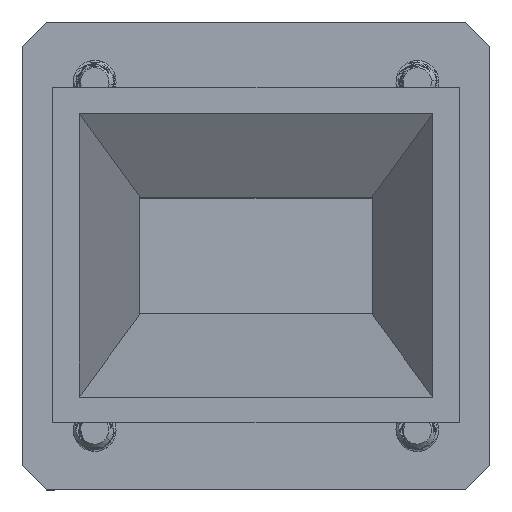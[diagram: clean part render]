
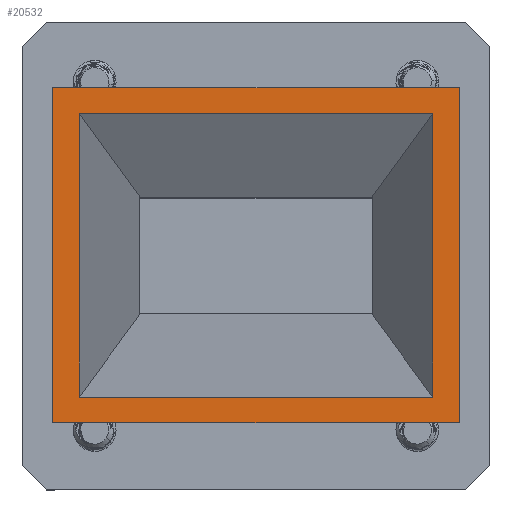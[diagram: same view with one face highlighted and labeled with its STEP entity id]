
A CAD part, top view. The second image highlights one B-rep face of the part: STEP entity #20532.
In plain terms, the highlighted planar face has unit normal (0, 0, 1).
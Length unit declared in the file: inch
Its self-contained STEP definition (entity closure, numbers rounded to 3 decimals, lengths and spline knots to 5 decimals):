
#200 = VECTOR ( 'NONE', #7655, 39.37008 ) ;
#257 = VECTOR ( 'NONE', #7549, 39.37008 ) ;
#391 = VECTOR ( 'NONE', #3675, 39.37008 ) ;
#765 = VERTEX_POINT ( 'NONE', #24380 ) ;
#1056 = VECTOR ( 'NONE', #26579, 39.37008 ) ;
#1085 = ORIENTED_EDGE ( 'NONE', *, *, #26069, .T. ) ;
#1230 = ORIENTED_EDGE ( 'NONE', *, *, #18496, .T. ) ;
#1503 = CARTESIAN_POINT ( 'NONE',  ( -0.4575, 0.57, 3.0185 ) ) ;
#1580 = VECTOR ( 'NONE', #25885, 39.37008 ) ;
#1689 = CARTESIAN_POINT ( 'NONE',  ( 0.53944, -0.65436, 3.0185 ) ) ;
#2817 = VERTEX_POINT ( 'NONE', #1503 ) ;
#3017 = EDGE_LOOP ( 'NONE', ( #31174, #11147, #13256, #18402 ) ) ;
#3275 = VECTOR ( 'NONE', #19439, 39.37008 ) ;
#3675 = DIRECTION ( 'NONE',  ( 1., 0., 0. ) ) ;
#4563 = EDGE_CURVE ( 'NONE', #30567, #15171, #21800, .T. ) ;
#6196 = CARTESIAN_POINT ( 'NONE',  ( 0.53944, 0.65436, 3.0185 ) ) ;
#6349 = LINE ( 'NONE', #16263, #1580 ) ;
#6537 = EDGE_LOOP ( 'NONE', ( #30206, #1230, #1085, #25581 ) ) ;
#6700 = CARTESIAN_POINT ( 'NONE',  ( -0.4575, 0., 3.0185 ) ) ;
#6941 = CARTESIAN_POINT ( 'NONE',  ( -0.53944, -0.65436, 3.0185 ) ) ;
#7515 = LINE ( 'NONE', #17268, #1056 ) ;
#7549 = DIRECTION ( 'NONE',  ( -1., 0., 0. ) ) ;
#7655 = DIRECTION ( 'NONE',  ( -1., 0., 0. ) ) ;
#7801 = CARTESIAN_POINT ( 'NONE',  ( 0.4575, 0., 3.0185 ) ) ;
#7877 = VERTEX_POINT ( 'NONE', #1689 ) ;
#8257 = CARTESIAN_POINT ( 'NONE',  ( 0., 0., 3.0185 ) ) ;
#9456 = CARTESIAN_POINT ( 'NONE',  ( 0.4575, -0.57, 3.0185 ) ) ;
#9999 = VERTEX_POINT ( 'NONE', #25488 ) ;
#10329 = EDGE_CURVE ( 'NONE', #14194, #7877, #18315, .T. ) ;
#11147 = ORIENTED_EDGE ( 'NONE', *, *, #4563, .F. ) ;
#13090 = EDGE_CURVE ( 'NONE', #15171, #2817, #31045, .T. ) ;
#13141 = PLANE ( 'NONE',  #20959 ) ;
#13256 = ORIENTED_EDGE ( 'NONE', *, *, #27013, .F. ) ;
#14194 = VERTEX_POINT ( 'NONE', #6941 ) ;
#14288 = CARTESIAN_POINT ( 'NONE',  ( -0.53944, 0., 3.0185 ) ) ;
#15169 = DIRECTION ( 'NONE',  ( 0., 0., 1. ) ) ;
#15171 = VERTEX_POINT ( 'NONE', #15760 ) ;
#15479 = FACE_OUTER_BOUND ( 'NONE', #6537, .T. ) ;
#15760 = CARTESIAN_POINT ( 'NONE',  ( 0.4575, 0.57, 3.0185 ) ) ;
#15946 = EDGE_CURVE ( 'NONE', #2817, #9999, #28457, .T. ) ;
#16263 = CARTESIAN_POINT ( 'NONE',  ( 0., -0.57, 3.0185 ) ) ;
#16660 = LINE ( 'NONE', #14288, #28207 ) ;
#16797 = CARTESIAN_POINT ( 'NONE',  ( 0., 0.57, 3.0185 ) ) ;
#17268 = CARTESIAN_POINT ( 'NONE',  ( 0.53944, 0., 3.0185 ) ) ;
#18315 = LINE ( 'NONE', #20683, #391 ) ;
#18402 = ORIENTED_EDGE ( 'NONE', *, *, #15946, .F. ) ;
#18496 = EDGE_CURVE ( 'NONE', #20747, #765, #29457, .T. ) ;
#18515 = DIRECTION ( 'NONE',  ( 0., -1., 0. ) ) ;
#19001 = DIRECTION ( 'NONE',  ( 0., -1., 0. ) ) ;
#19439 = DIRECTION ( 'NONE',  ( 0., 1., 0. ) ) ;
#20532 = ADVANCED_FACE ( 'NONE', ( #15479, #29716 ), #13141, .T. ) ;
#20683 = CARTESIAN_POINT ( 'NONE',  ( 0., -0.65436, 3.0185 ) ) ;
#20747 = VERTEX_POINT ( 'NONE', #6196 ) ;
#20959 = AXIS2_PLACEMENT_3D ( 'NONE', #8257, #15169, #26851 ) ;
#21800 = LINE ( 'NONE', #7801, #3275 ) ;
#21921 = VECTOR ( 'NONE', #18515, 39.37008 ) ;
#23506 = EDGE_CURVE ( 'NONE', #7877, #20747, #7515, .T. ) ;
#24380 = CARTESIAN_POINT ( 'NONE',  ( -0.53944, 0.65436, 3.0185 ) ) ;
#25488 = CARTESIAN_POINT ( 'NONE',  ( -0.4575, -0.57, 3.0185 ) ) ;
#25581 = ORIENTED_EDGE ( 'NONE', *, *, #10329, .T. ) ;
#25885 = DIRECTION ( 'NONE',  ( 1., 0., 0. ) ) ;
#26069 = EDGE_CURVE ( 'NONE', #765, #14194, #16660, .T. ) ;
#26579 = DIRECTION ( 'NONE',  ( 0., 1., 0. ) ) ;
#26851 = DIRECTION ( 'NONE',  ( 0., -1., 0. ) ) ;
#27013 = EDGE_CURVE ( 'NONE', #9999, #30567, #6349, .T. ) ;
#27074 = CARTESIAN_POINT ( 'NONE',  ( 0., 0.65436, 3.0185 ) ) ;
#28207 = VECTOR ( 'NONE', #19001, 39.37008 ) ;
#28457 = LINE ( 'NONE', #6700, #21921 ) ;
#29457 = LINE ( 'NONE', #27074, #257 ) ;
#29716 = FACE_BOUND ( 'NONE', #3017, .T. ) ;
#30206 = ORIENTED_EDGE ( 'NONE', *, *, #23506, .T. ) ;
#30567 = VERTEX_POINT ( 'NONE', #9456 ) ;
#31045 = LINE ( 'NONE', #16797, #200 ) ;
#31174 = ORIENTED_EDGE ( 'NONE', *, *, #13090, .F. ) ;
